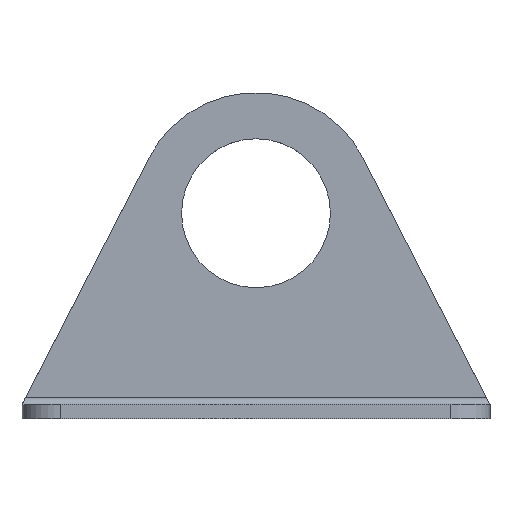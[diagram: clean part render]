
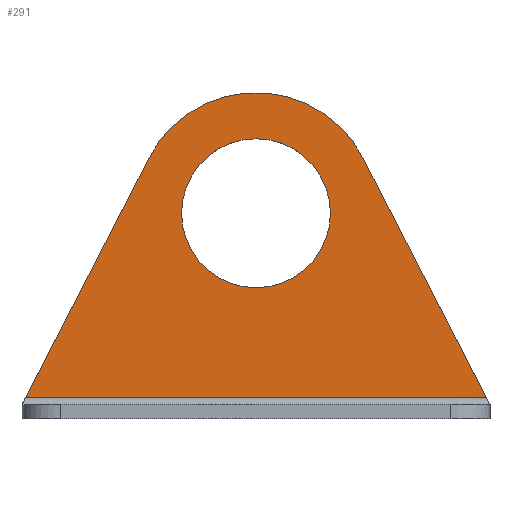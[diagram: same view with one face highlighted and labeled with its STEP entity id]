
A CAD part, top view. The second image highlights one B-rep face of the part: STEP entity #291.
In plain terms, the highlighted planar face has unit normal (0, 0, 1).
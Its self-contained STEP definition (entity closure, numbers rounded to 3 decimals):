
#32=CIRCLE('',#324,10.5);
#33=CIRCLE('',#325,17.);
#53=ORIENTED_EDGE('',*,*,#129,.F.);
#54=ORIENTED_EDGE('',*,*,#130,.F.);
#55=ORIENTED_EDGE('',*,*,#131,.F.);
#56=ORIENTED_EDGE('',*,*,#132,.F.);
#57=ORIENTED_EDGE('',*,*,#133,.T.);
#129=EDGE_CURVE('',#167,#167,#32,.F.);
#130=EDGE_CURVE('',#168,#169,#191,.T.);
#131=EDGE_CURVE('',#170,#168,#192,.T.);
#132=EDGE_CURVE('',#171,#170,#193,.T.);
#133=EDGE_CURVE('',#171,#169,#33,.F.);
#167=VERTEX_POINT('',#465);
#168=VERTEX_POINT('',#467);
#169=VERTEX_POINT('',#468);
#170=VERTEX_POINT('',#470);
#171=VERTEX_POINT('',#472);
#191=LINE('',#466,#213);
#192=LINE('',#469,#214);
#193=LINE('',#471,#215);
#213=VECTOR('',#373,1000.);
#214=VECTOR('',#374,1000.);
#215=VECTOR('',#375,1000.);
#231=EDGE_LOOP('',(#53));
#232=EDGE_LOOP('',(#54,#55,#56,#57));
#257=FACE_BOUND('',#231,.T.);
#258=FACE_BOUND('',#232,.T.);
#282=PLANE('',#323);
#291=ADVANCED_FACE('',(#257,#258),#282,.F.);
#323=AXIS2_PLACEMENT_3D('',#463,#369,#370);
#324=AXIS2_PLACEMENT_3D('',#464,#371,#372);
#325=AXIS2_PLACEMENT_3D('',#473,#376,#377);
#369=DIRECTION('',(0.,0.,-1.));
#370=DIRECTION('',(-1.,0.,0.));
#371=DIRECTION('',(0.,0.,-1.));
#372=DIRECTION('',(-1.,0.,0.));
#373=DIRECTION('',(0.457,0.889,0.));
#374=DIRECTION('',(-1.,0.,0.));
#375=DIRECTION('',(0.457,-0.889,0.));
#376=DIRECTION('',(0.,0.,-1.));
#377=DIRECTION('',(-1.,0.,0.));
#463=CARTESIAN_POINT('',(33.,48.,2.));
#464=CARTESIAN_POINT('',(0.,29.,2.));
#465=CARTESIAN_POINT('',(-10.5,29.,2.));
#466=CARTESIAN_POINT('',(-0.49,65.221,2.));
#467=CARTESIAN_POINT('',(-32.486,3.,2.));
#468=CARTESIAN_POINT('',(-15.118,36.774,2.));
#469=CARTESIAN_POINT('',(33.,3.,2.));
#470=CARTESIAN_POINT('',(32.486,3.,2.));
#471=CARTESIAN_POINT('',(14.292,38.38,2.));
#472=CARTESIAN_POINT('',(15.118,36.774,2.));
#473=CARTESIAN_POINT('',(0.,29.,2.));
